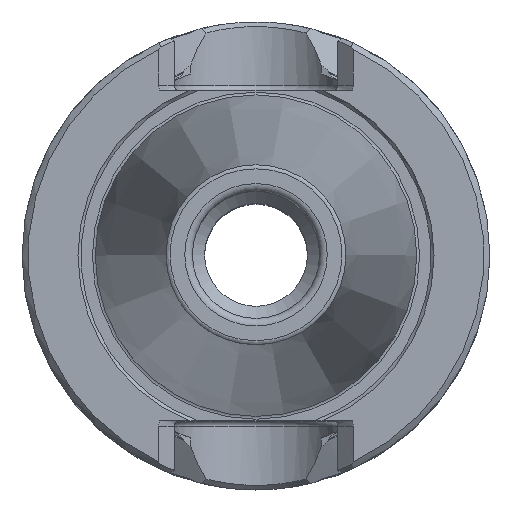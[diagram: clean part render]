
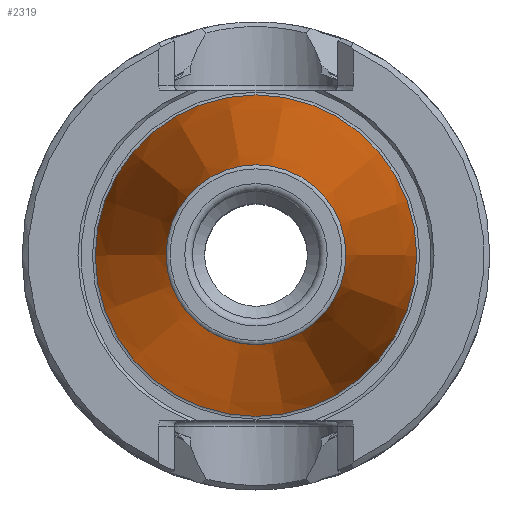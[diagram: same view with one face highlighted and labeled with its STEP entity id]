
A CAD part, top view. The second image highlights one B-rep face of the part: STEP entity #2319.
In plain terms, the highlighted conical face has half-angle 8.297 degrees and reference radius 8.642 mm.
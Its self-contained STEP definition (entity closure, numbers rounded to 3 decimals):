
#279=CONICAL_SURFACE('',#2471,8.642,0.145);
#368=ORIENTED_EDGE('',*,*,#771,.F.);
#369=ORIENTED_EDGE('',*,*,#770,.F.);
#770=EDGE_CURVE('',#989,#989,#1146,.F.);
#771=EDGE_CURVE('',#990,#990,#1147,.T.);
#989=VERTEX_POINT('',#3163);
#990=VERTEX_POINT('',#3166);
#1146=CIRCLE('',#2470,8.845);
#1147=CIRCLE('',#2472,15.802);
#1267=EDGE_LOOP('',(#368));
#1268=EDGE_LOOP('',(#369));
#1421=FACE_BOUND('',#1267,.T.);
#1422=FACE_BOUND('',#1268,.T.);
#2319=ADVANCED_FACE('',(#1421,#1422),#279,.T.);
#2470=AXIS2_PLACEMENT_3D('',#3162,#2746,#2747);
#2471=AXIS2_PLACEMENT_3D('',#3164,#2748,#2749);
#2472=AXIS2_PLACEMENT_3D('',#3165,#2750,#2751);
#2746=DIRECTION('',(0.,0.,-1.));
#2747=DIRECTION('',(-1.,0.,0.));
#2748=DIRECTION('',(0.,0.,-1.));
#2749=DIRECTION('',(-1.,0.,0.));
#2750=DIRECTION('',(0.,0.,-1.));
#2751=DIRECTION('',(-1.,0.,0.));
#3162=CARTESIAN_POINT('',(0.,0.,48.207));
#3163=CARTESIAN_POINT('',(-8.845,0.,48.207));
#3164=CARTESIAN_POINT('',(0.,0.,49.6));
#3165=CARTESIAN_POINT('',(0.,0.,0.5));
#3166=CARTESIAN_POINT('',(-15.802,0.,0.5));
